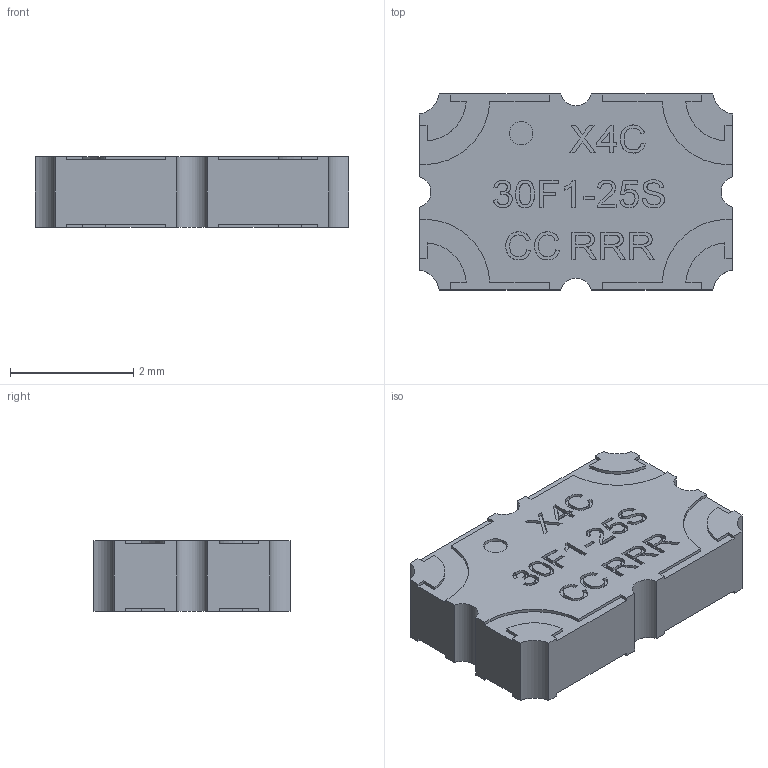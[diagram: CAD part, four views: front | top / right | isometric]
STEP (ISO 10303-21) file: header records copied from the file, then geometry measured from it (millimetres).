
FILE_DESCRIPTION (( 'STEP AP203' ), '1' );
FILE_NAME ('X4C30F1-25S_3D_Model.STEP', '2024-01-23T13:26:55', ( '' ), ( '' ), 'SwSTEP 2.0', 'SolidWorks 2023', '' );
FILE_SCHEMA (( 'CONFIG_CONTROL_DESIGN' ));
Length unit declared in the file: inch
Products named in the file (1): X4C30F1-25S_3D_Model
Bounding box: 5.08 x 3.17 x 1.14 mm (x, y, z)
Volume: 17.4 mm3; surface area: 53 mm2
Topology: 1 solids, 1 shells, 348 faces, 969 edges, 646 vertices
Faces by surface type: plane 217, bspline 110, cylinder 21
Entity records: 17406 total; most frequent: CARTESIAN_POINT 9106, ORIENTED_EDGE 1938, DIRECTION 1269, EDGE_CURVE 969, VECTOR 707, LINE 707, VERTEX_POINT 646, EDGE_LOOP 371
